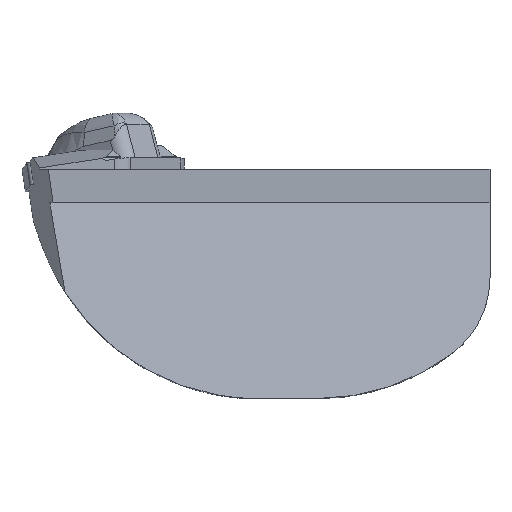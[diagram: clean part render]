
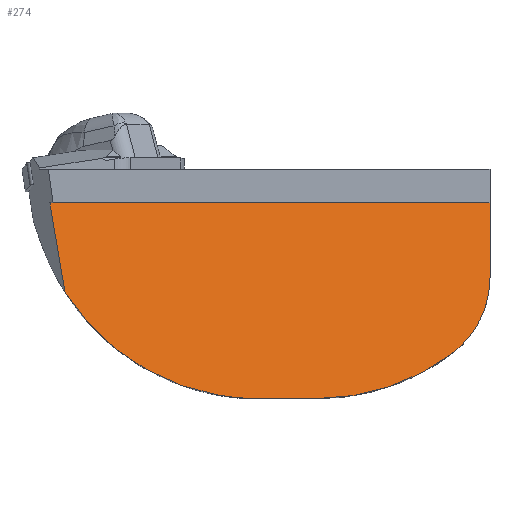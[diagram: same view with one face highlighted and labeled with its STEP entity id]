
A CAD part, top view. The second image highlights one B-rep face of the part: STEP entity #274.
In plain terms, the highlighted planar face has unit normal (0, 0.259, 0.966).
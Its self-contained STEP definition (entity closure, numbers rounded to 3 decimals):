
#226=ELLIPSE('',#1677,20.706,20.);
#227=ELLIPSE('',#1684,49.693,48.);
#228=ELLIPSE('',#1685,49.693,48.);
#274=ADVANCED_FACE('',(#398),#332,.F.);
#332=PLANE('',#1686);
#398=FACE_OUTER_BOUND('',#470,.T.);
#470=EDGE_LOOP('',(#743,#744,#745,#746,#747,#748,#749));
#743=ORIENTED_EDGE('',*,*,#1244,.F.);
#744=ORIENTED_EDGE('',*,*,#1107,.T.);
#745=ORIENTED_EDGE('',*,*,#1245,.T.);
#746=ORIENTED_EDGE('',*,*,#1246,.T.);
#747=ORIENTED_EDGE('',*,*,#1247,.T.);
#748=ORIENTED_EDGE('',*,*,#1233,.T.);
#749=ORIENTED_EDGE('',*,*,#1238,.T.);
#959=VERTEX_POINT('',#2168);
#960=VERTEX_POINT('',#2170);
#1052=VERTEX_POINT('',#2888);
#1054=VERTEX_POINT('',#2892);
#1058=VERTEX_POINT('',#2902);
#1061=VERTEX_POINT('',#2917);
#1062=VERTEX_POINT('',#2919);
#1107=EDGE_CURVE('',#960,#959,#1324,.T.);
#1233=EDGE_CURVE('',#1052,#1054,#226,.T.);
#1238=EDGE_CURVE('',#1054,#1058,#1382,.T.);
#1244=EDGE_CURVE('',#960,#1058,#1387,.T.);
#1245=EDGE_CURVE('',#959,#1061,#227,.T.);
#1246=EDGE_CURVE('',#1061,#1062,#1388,.T.);
#1247=EDGE_CURVE('',#1062,#1052,#228,.T.);
#1324=LINE('',#2169,#1445);
#1382=LINE('',#2903,#1503);
#1387=LINE('',#2914,#1508);
#1388=LINE('',#2918,#1509);
#1445=VECTOR('',#1774,1.);
#1503=VECTOR('',#1946,1.);
#1508=VECTOR('',#1959,1.);
#1509=VECTOR('',#1964,1.);
#1677=AXIS2_PLACEMENT_3D('',#2893,#1938,#1939);
#1684=AXIS2_PLACEMENT_3D('',#2916,#1962,#1963);
#1685=AXIS2_PLACEMENT_3D('',#2920,#1965,#1966);
#1686=AXIS2_PLACEMENT_3D('',#2921,#1967,#1968);
#1774=DIRECTION('',(0.162,-0.953,0.255));
#1938=DIRECTION('',(0.,0.259,0.966));
#1939=DIRECTION('',(0.,-0.966,0.259));
#1946=DIRECTION('',(0.,0.966,-0.259));
#1959=DIRECTION('',(1.,0.,0.));
#1962=DIRECTION('',(0.,0.259,0.966));
#1963=DIRECTION('',(0.,-0.966,0.259));
#1964=DIRECTION('',(1.,0.,0.));
#1965=DIRECTION('',(0.,0.259,0.966));
#1966=DIRECTION('',(0.,-0.966,0.259));
#1967=DIRECTION('',(0.,-0.259,-0.966));
#1968=DIRECTION('',(0.,-0.966,0.259));
#2168=CARTESIAN_POINT('',(-52.478,-25.798,5.037));
#2169=CARTESIAN_POINT('',(-50.054,-40.102,8.87));
#2170=CARTESIAN_POINT('',(-55.664,-7.,0.));
#2888=CARTESIAN_POINT('',(28.286,-38.78,8.516));
#2892=CARTESIAN_POINT('',(36.5,-22.622,4.186));
#2893=CARTESIAN_POINT('',(16.5,-22.622,4.186));
#2902=CARTESIAN_POINT('',(36.5,-7.,0.));
#2903=CARTESIAN_POINT('',(36.5,-48.,10.986));
#2914=CARTESIAN_POINT('',(-100.,-7.,0.));
#2916=CARTESIAN_POINT('',(-12.,0.,-1.876));
#2917=CARTESIAN_POINT('',(-12.,-48.,10.986));
#2918=CARTESIAN_POINT('',(-100.,-48.,10.986));
#2919=CARTESIAN_POINT('',(0.,-48.,10.986));
#2920=CARTESIAN_POINT('',(0.,0.,-1.876));
#2921=CARTESIAN_POINT('',(-100.,-48.,10.986));
